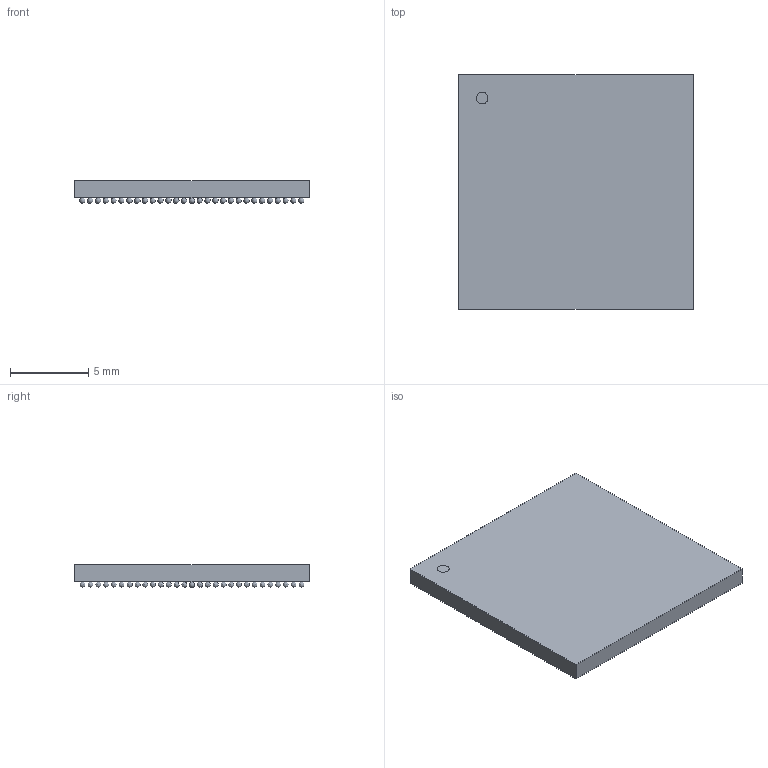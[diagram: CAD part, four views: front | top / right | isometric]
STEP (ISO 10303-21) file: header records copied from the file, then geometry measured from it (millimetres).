
FILE_DESCRIPTION(('STEP AP214'),'1');
FILE_NAME('LFBGA548_SOT2047-1_NXP','2024-09-20T11:01:53',(''),(''),'','','');
FILE_SCHEMA(('AUTOMOTIVE_DESIGN'));
Length unit declared in the file: millimetre
Products named in the file (1): product
Bounding box: 15.01 x 15.01 x 1.48 mm (x, y, z)
Volume: 264.9 mm3; surface area: 736.4 mm2
Topology: 550 solids, 550 shells, 557 faces, 1659 edges, 1106 vertices
Faces by surface type: sphere 548, plane 8, cylinder 1
Full cylindrical faces by diameter (mm): 0.751 x1
Entity records: 5305 total; most frequent: DIRECTION 1134, CARTESIAN_POINT 571, AXIS2_PLACEMENT_3D 561, STYLED_ITEM 557, ADVANCED_FACE 557, MANIFOLD_SOLID_BREP 550, CLOSED_SHELL 550, SPHERICAL_SURFACE 548
